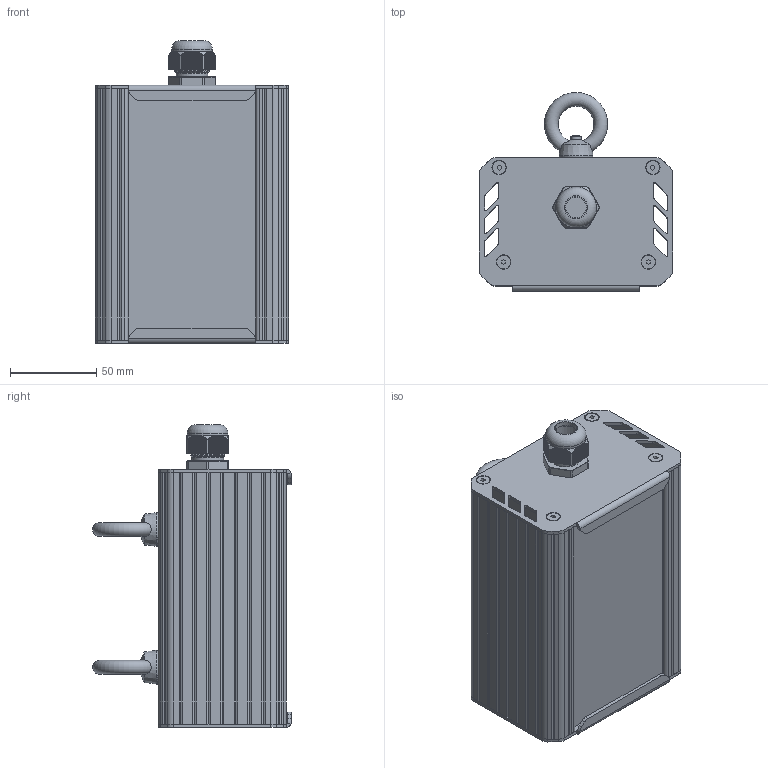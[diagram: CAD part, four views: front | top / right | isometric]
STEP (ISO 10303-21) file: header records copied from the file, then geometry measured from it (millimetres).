
FILE_DESCRIPTION(('STEP AP214'), '1');
FILE_NAME('001.0070.29.000 - ÃÑÏ-Ïðèìà-Îïòèê-10', '2023-09-21T16:21:20', ('Ëóêîíèí Å Ï'), ('ÎÊÁ Ñâîé Ñòèëü'), 'C3D Converter', 'C3D Toolkit', '');
FILE_SCHEMA(('AUTOMOTIVE_DESIGN { 1 0 10303 214 3 1 1}'));
Length unit declared in the file: millimetre
Products named in the file (24): 001.0070.29.000; 001.0065.02.000
Assembly tree (44 placements, depth 4):
  001.0070.29.000
    (unnamed)
      (unnamed)
      (unnamed)
      (unnamed)  x4
      (unnamed)
      (unnamed)  x4
      (unnamed)
      (unnamed)
      (unnamed)
      (unnamed)
        (unnamed)
        (unnamed)  x3
        (unnamed)  x13
        (unnamed)
        (unnamed)
        (unnamed)
        (unnamed)
        (unnamed)
        (unnamed)
        (unnamed)
    001.0065.02.000  x2
      (unnamed)
      (unnamed)
Bounding box: 112.19 x 115.37 x 176 mm (x, y, z)
Volume: 329155.1 mm3; surface area: 272428.7 mm2
Topology: 53 solids, 53 shells, 1631 faces, 4544 edges, 3079 vertices
Faces by surface type: plane 948, cylinder 548, cone 100, bspline 20, torus 12, sphere 3
Full cylindrical faces by diameter (mm): 1 x3, 2 x2, 2.5 x4, 2.8 x25, 3.2 x3, 3.5 x6, 4 x8, 6 x2, 8 x8, 9 x13, 12 x1, 12.5 x1, 18.5 x3, 20 x1, 23.5 x1
Entity records: 92960 total; most frequent: CARTESIAN_POINT 34686, ORIENTED_EDGE 8266, DIRECTION 8260, EDGE_CURVE 4133, AXIS2_PLACEMENT_3D 2913, COLOUR_RGB 2897, PRESENTATION_STYLE_ASSIGNMENT 2897, VERTEX_POINT 2857
